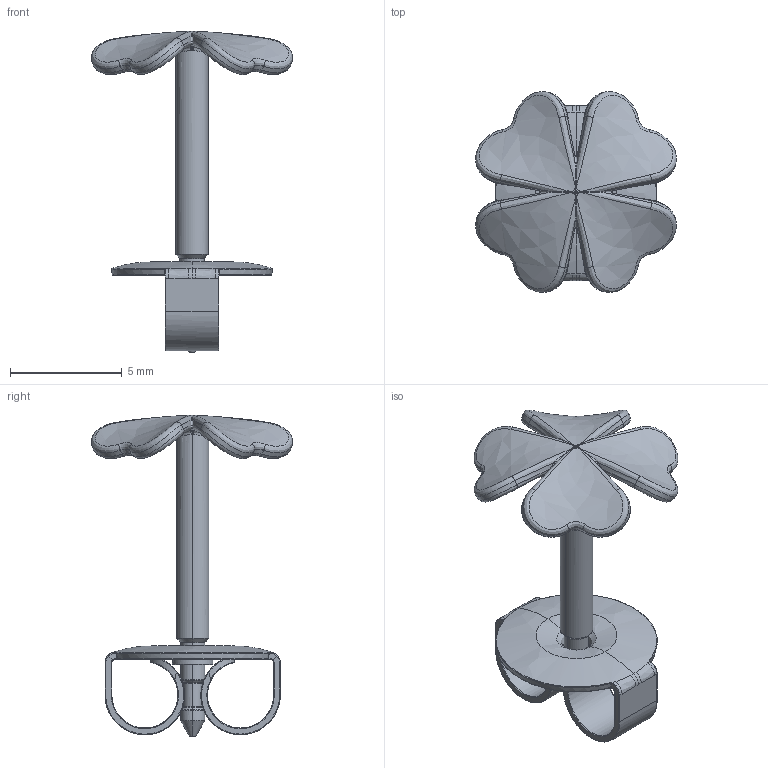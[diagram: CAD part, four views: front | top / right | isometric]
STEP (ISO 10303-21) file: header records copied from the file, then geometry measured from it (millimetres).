
FILE_DESCRIPTION(('FreeCAD Model'),'2;1');
FILE_NAME('Open CASCADE Shape Model','2025-04-27T19:23:28',('FreeCAD'),( 'FreeCAD'),'Open CASCADE STEP processor 7.6','FreeCAD','Unknown');
FILE_SCHEMA(('AUTOMOTIVE_DESIGN { 1 0 10303 214 1 1 1 1 }'));
Products named in the file (1): Open CASCADE STEP translator 7.6 1
Bounding box: 8.97 x 8.97 x 14.36 mm (x, y, z)
Volume: 99.8 mm3; surface area: 442.2 mm2
Topology: 3 solids, 3 shells, 358 faces, 815 edges, 462 vertices
Faces by surface type: bspline 358
Entity records: 30281 total; most frequent: CARTESIAN_POINT 25698, ORIENTED_EDGE 1630, EDGE_CURVE 815, B_SPLINE_CURVE_WITH_KNOTS 515, VERTEX_POINT 462, FACE_BOUND 359, EDGE_LOOP 359, ADVANCED_FACE 358
